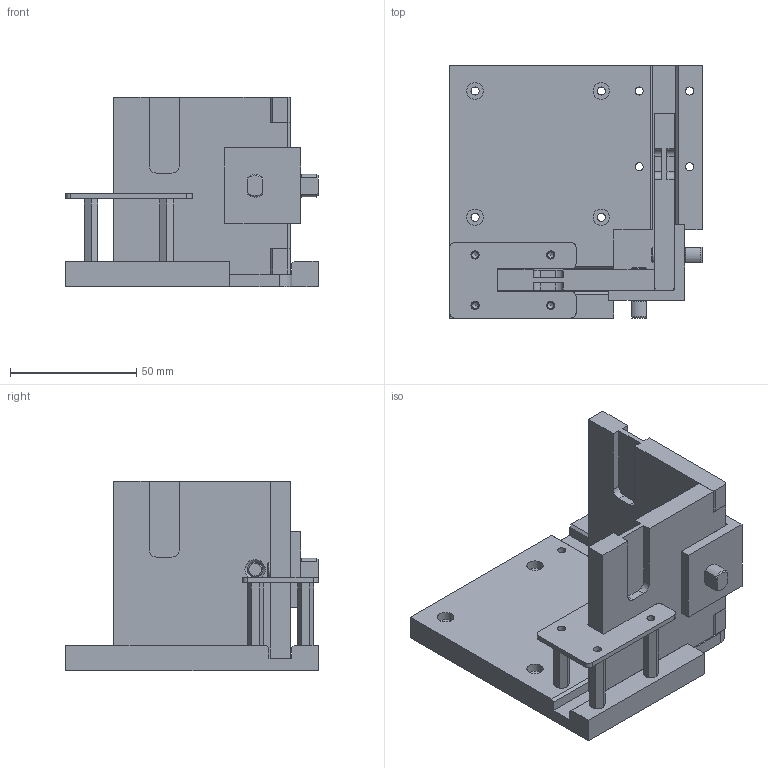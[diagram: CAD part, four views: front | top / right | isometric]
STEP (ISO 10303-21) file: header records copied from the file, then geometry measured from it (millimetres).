
FILE_DESCRIPTION(/* description */ (''),/* implementation_level */ '2;1');
FILE_NAME(/* name */ 'Montagevorrichtung_Bgrp.stp',/* time_stamp */ '2024-10-08T16:34:12+02:00',/* author */ (''),/* organization */ (''),/* preprocessor_version */ 'ST-DEVELOPER v18.102',/* originating_system */ 'SIEMENS PLM Software NX2206.4020',/* authorisation */ '');
FILE_SCHEMA (('AUTOMOTIVE_DESIGN { 1 0 10303 214 3 1 1 1 }'));
Length unit declared in the file: millimetre
Products named in the file (10): MontageWinkel_GN 970-ALM-30-30-30-B_stp; Anw_Stift_Prt; Anw_Platte_1_Prt; Anw_Platte_2_Prt; Führungsblech_1_Prt; Abstandhalter_GN6220-NI-M3-25-A_stp; Auflageblock_Prt; Plattenauflage_vorne_Bgrp; Anw_Palette_Bgrp; Montagevorrichtung_Bgrp
Assembly tree (13 placements, depth 3):
  Montagevorrichtung_Bgrp
    Plattenauflage_vorne_Bgrp
    Anw_Palette_Bgrp
      Anw_Platte_2_Prt
      Anw_Platte_1_Prt
      Anw_Stift_Prt  x2
      MontageWinkel_GN 970-ALM-30-30-30-B_stp
    Auflageblock_Prt
    Abstandhalter_GN6220-NI-M3-25-A_stp  x4
    Führungsblech_1_Prt
Bounding box: 100 x 100 x 75 mm (x, y, z)
Volume: 164321.5 mm3; surface area: 60132.4 mm2
Topology: 11 solids, 11 shells, 303 faces, 743 edges, 474 vertices
Faces by surface type: plane 163, cone 78, cylinder 62
Full cylindrical faces by diameter (mm): 2.459 x8, 3.2 x16, 6 x2, 6.1 x2, 6.2 x2, 6.5 x12
Entity records: 7102 total; most frequent: CARTESIAN_POINT 1148, DIRECTION 1031, ORIENTED_EDGE 966, EDGE_CURVE 483, AXIS2_PLACEMENT_3D 355, VERTEX_POINT 344, LINE 321, VECTOR 321
